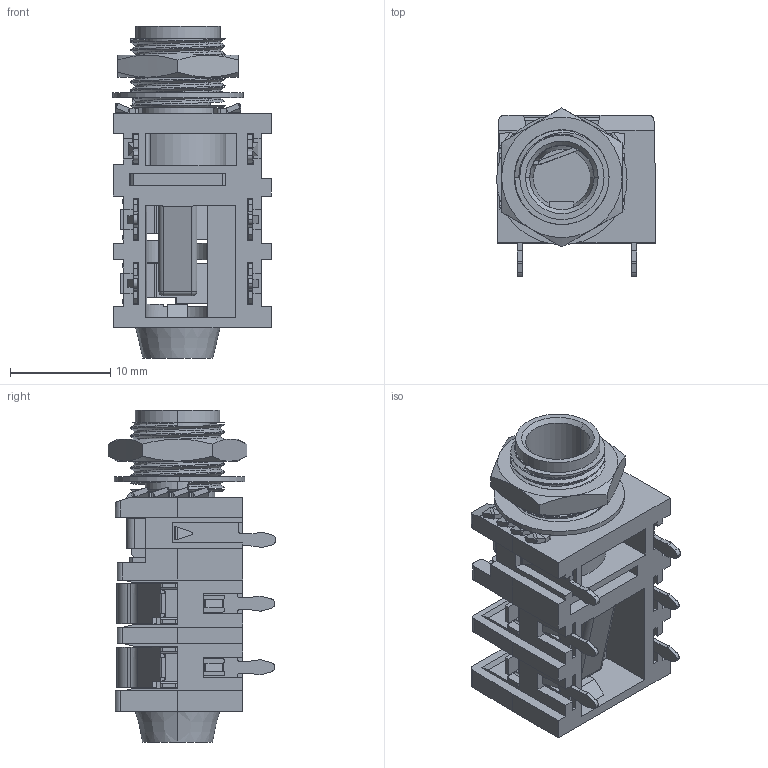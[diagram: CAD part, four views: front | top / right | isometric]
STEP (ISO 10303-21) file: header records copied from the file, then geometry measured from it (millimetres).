
FILE_DESCRIPTION(/* description */ ('VariCAD 2022-1.03 AP-214'),/* implementation_level */ '2;1');
FILE_NAME(/* name */ 'Jack_Stereo.stp',/* time_stamp */ '2022-03-31T20:46:38-05:00',/* author */ (''),/* organization */ (''),/* preprocessor_version */ 'VariCAD 2022-1.03',/* originating_system */ 'VariCAD 2022-1.03; kernel version (20180118)',/* authorisation */ '');
FILE_SCHEMA(('AUTOMOTIVE_DESIGN'));
Length unit declared in the file: millimetre
Products named in the file (10): Jack_Stereo; PJ-629 BIG NUT; PJ-629 FLAT WASHER; SLEEVE; JING; DONG; HOUSE; 1_
Assembly tree (9 placements, depth 2):
  Jack_Stereo
    PJ-629 BIG NUT
    PJ-629 FLAT WASHER
    SLEEVE
    JING
    JING
    DONG
    DONG
    HOUSE
    1_
Bounding box: 15.82 x 16.75 x 33.1 mm (x, y, z)
Volume: 215.4 mm3; surface area: 5384.7 mm2
Topology: 6 solids, 12 shells, 944 faces, 2506 edges, 1568 vertices
Faces by surface type: plane 611, cylinder 249, bspline 60, cone 22, sphere 2
Entity records: 39417 total; most frequent: CARTESIAN_POINT 15081, ORIENTED_EDGE 4975, DIRECTION 4259, EDGE_CURVE 2501, LINE 1735, VECTOR 1735, VERTEX_POINT 1572, AXIS2_PLACEMENT_3D 1262
